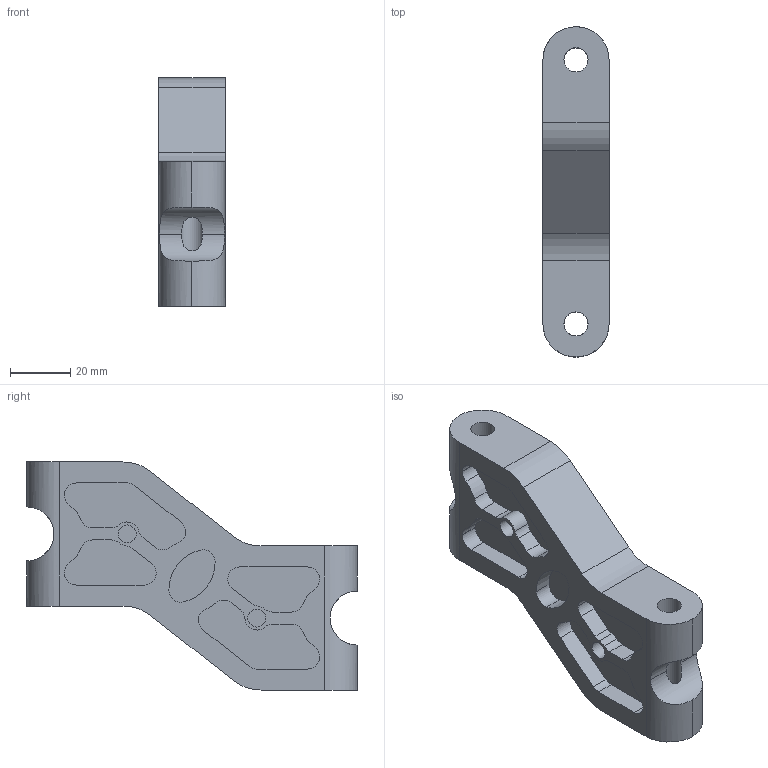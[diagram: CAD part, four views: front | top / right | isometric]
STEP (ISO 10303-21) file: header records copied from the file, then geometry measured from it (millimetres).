
FILE_DESCRIPTION(('FreeCAD Model'),'2;1');
FILE_NAME('socket hinge.step', '2020-07-13T19:04:18',('Author'),(''), 'Open CASCADE STEP processor 7.2','FreeCAD','Unknown');
FILE_SCHEMA(('AUTOMOTIVE_DESIGN { 1 0 10303 214 1 1 1 1 }'));
Length unit declared in the file: millimetre
Products named in the file (1): Mirrored001
Bounding box: 22 x 110 x 76 mm (x, y, z)
Volume: 78873.1 mm3; surface area: 24156.1 mm2
Topology: 1 solids, 1 shells, 161 faces, 442 edges, 295 vertices
Faces by surface type: cylinder 103, plane 58
Full cylindrical faces by diameter (mm): 6 x4, 8 x2
Entity records: 13958 total; most frequent: CARTESIAN_POINT 5013, DIRECTION 1750, LINE 885, VECTOR 885, ORIENTED_EDGE 884, PCURVE 884, DEFINITIONAL_REPRESENTATION 884, EDGE_CURVE 442
